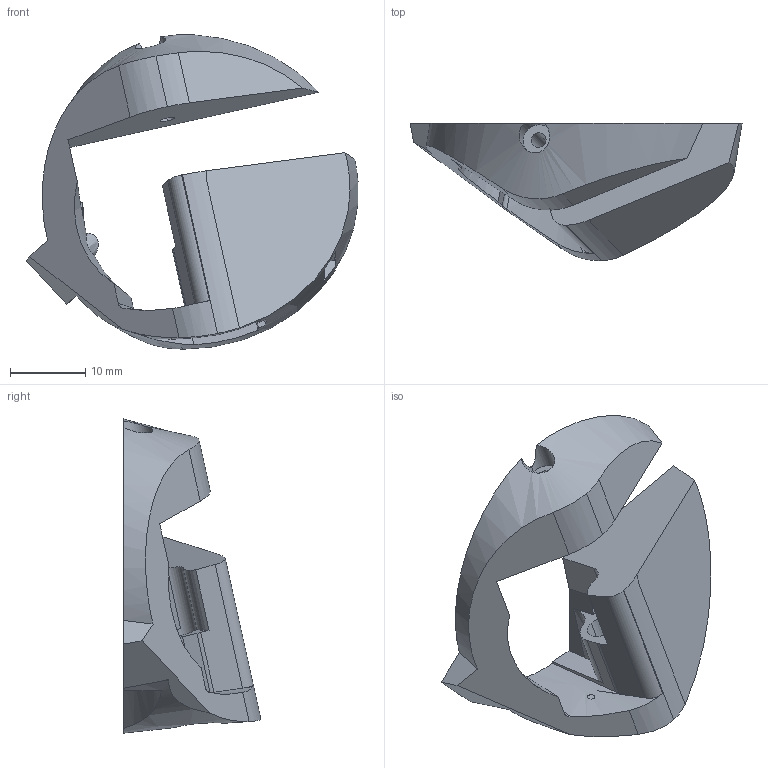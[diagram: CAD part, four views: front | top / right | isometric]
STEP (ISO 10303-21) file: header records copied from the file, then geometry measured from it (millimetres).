
FILE_DESCRIPTION (( 'STEP AP214' ), '1' );
FILE_NAME ('MC - P Main R - Add B.STEP', '2017-12-20T20:35:08', ( '' ), ( '' ), 'SwSTEP 2.0', 'SolidWorks 2016', '' );
FILE_SCHEMA (( 'AUTOMOTIVE_DESIGN' ));
Length unit declared in the file: millimetre
Products named in the file (1): MC - P Main R - Add B
Bounding box: 44.12 x 18.2 x 41.78 mm (x, y, z)
Volume: 7498.3 mm3; surface area: 4388 mm2
Topology: 1 solids, 1 shells, 71 faces, 209 edges, 138 vertices
Faces by surface type: plane 40, cylinder 21, bspline 10
Entity records: 4235 total; most frequent: CARTESIAN_POINT 2472, ORIENTED_EDGE 418, DIRECTION 278, EDGE_CURVE 209, VERTEX_POINT 138, LINE 102, VECTOR 102, AXIS2_PLACEMENT_3D 88
